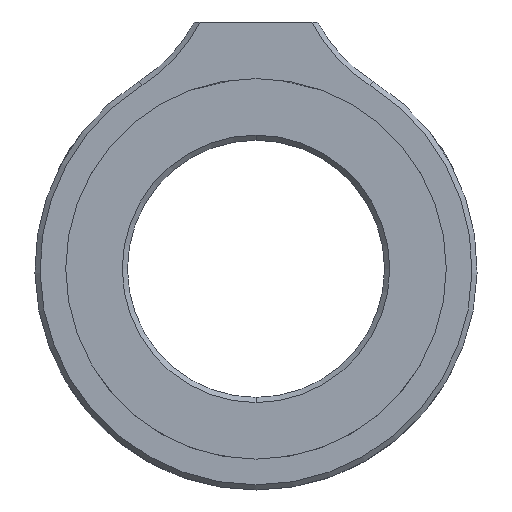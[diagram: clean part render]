
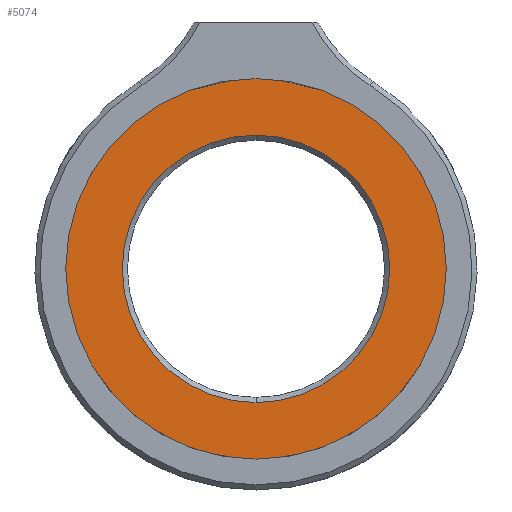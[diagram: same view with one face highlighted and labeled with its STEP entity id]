
A CAD part, front view. The second image highlights one B-rep face of the part: STEP entity #5074.
In plain terms, the highlighted planar face has unit normal (0, -1, 0).
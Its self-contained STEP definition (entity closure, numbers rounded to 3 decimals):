
#169 = ORIENTED_EDGE ( 'NONE', *, *, #1690, .T. ) ;
#210 = EDGE_CURVE ( 'NONE', #4148, #2485, #4751, .T. ) ;
#275 = ORIENTED_EDGE ( 'NONE', *, *, #210, .T. ) ;
#452 = DIRECTION ( 'NONE',  ( 0., -1., 0. ) ) ;
#673 = CARTESIAN_POINT ( 'NONE',  ( -1.143, 2.85, 44.25 ) ) ;
#1104 = DIRECTION ( 'NONE',  ( 0., -1., 0. ) ) ;
#1488 = CARTESIAN_POINT ( 'NONE',  ( -1.143, 2.85, 25.75 ) ) ;
#1572 = AXIS2_PLACEMENT_3D ( 'NONE', #673, #2370, #5310 ) ;
#1690 = EDGE_CURVE ( 'NONE', #4022, #4278, #2558, .T. ) ;
#1744 = EDGE_LOOP ( 'NONE', ( #169, #2540 ) ) ;
#1948 = CARTESIAN_POINT ( 'NONE',  ( -1.143, 2.85, 44.25 ) ) ;
#2138 = DIRECTION ( 'NONE',  ( 0., 0., -1. ) ) ;
#2163 = DIRECTION ( 'NONE',  ( 0., 1., 0. ) ) ;
#2278 = PLANE ( 'NONE',  #2420 ) ;
#2370 = DIRECTION ( 'NONE',  ( 0., 1., 0. ) ) ;
#2420 = AXIS2_PLACEMENT_3D ( 'NONE', #1948, #1104, #5214 ) ;
#2485 = VERTEX_POINT ( 'NONE', #1488 ) ;
#2540 = ORIENTED_EDGE ( 'NONE', *, *, #3292, .T. ) ;
#2558 = CIRCLE ( 'NONE', #2912, 13. ) ;
#2698 = AXIS2_PLACEMENT_3D ( 'NONE', #4309, #3478, #2138 ) ;
#2775 = ORIENTED_EDGE ( 'NONE', *, *, #5319, .T. ) ;
#2831 = CARTESIAN_POINT ( 'NONE',  ( -1.143, 2.85, 31.25 ) ) ;
#2912 = AXIS2_PLACEMENT_3D ( 'NONE', #4638, #2163, #4227 ) ;
#3112 = CARTESIAN_POINT ( 'NONE',  ( -1.143, 2.85, 57.25 ) ) ;
#3292 = EDGE_CURVE ( 'NONE', #4278, #4022, #4819, .T. ) ;
#3361 = AXIS2_PLACEMENT_3D ( 'NONE', #4211, #452, #3860 ) ;
#3420 = CARTESIAN_POINT ( 'NONE',  ( -1.143, 2.85, 62.75 ) ) ;
#3478 = DIRECTION ( 'NONE',  ( 0., -1., 0. ) ) ;
#3560 = FACE_OUTER_BOUND ( 'NONE', #4289, .T. ) ;
#3567 = CIRCLE ( 'NONE', #2698, 18.5 ) ;
#3860 = DIRECTION ( 'NONE',  ( 0., 0., -1. ) ) ;
#4022 = VERTEX_POINT ( 'NONE', #2831 ) ;
#4148 = VERTEX_POINT ( 'NONE', #3420 ) ;
#4211 = CARTESIAN_POINT ( 'NONE',  ( -1.143, 2.85, 44.25 ) ) ;
#4227 = DIRECTION ( 'NONE',  ( 0., 0., -1. ) ) ;
#4278 = VERTEX_POINT ( 'NONE', #3112 ) ;
#4289 = EDGE_LOOP ( 'NONE', ( #275, #2775 ) ) ;
#4309 = CARTESIAN_POINT ( 'NONE',  ( -1.143, 2.85, 44.25 ) ) ;
#4638 = CARTESIAN_POINT ( 'NONE',  ( -1.143, 2.85, 44.25 ) ) ;
#4751 = CIRCLE ( 'NONE', #3361, 18.5 ) ;
#4819 = CIRCLE ( 'NONE', #1572, 13. ) ;
#5074 = ADVANCED_FACE ( 'NONE', ( #5269, #3560 ), #2278, .T. ) ;
#5214 = DIRECTION ( 'NONE',  ( 0., 0., -1. ) ) ;
#5269 = FACE_BOUND ( 'NONE', #1744, .T. ) ;
#5310 = DIRECTION ( 'NONE',  ( 0., 0., -1. ) ) ;
#5319 = EDGE_CURVE ( 'NONE', #2485, #4148, #3567, .T. ) ;
